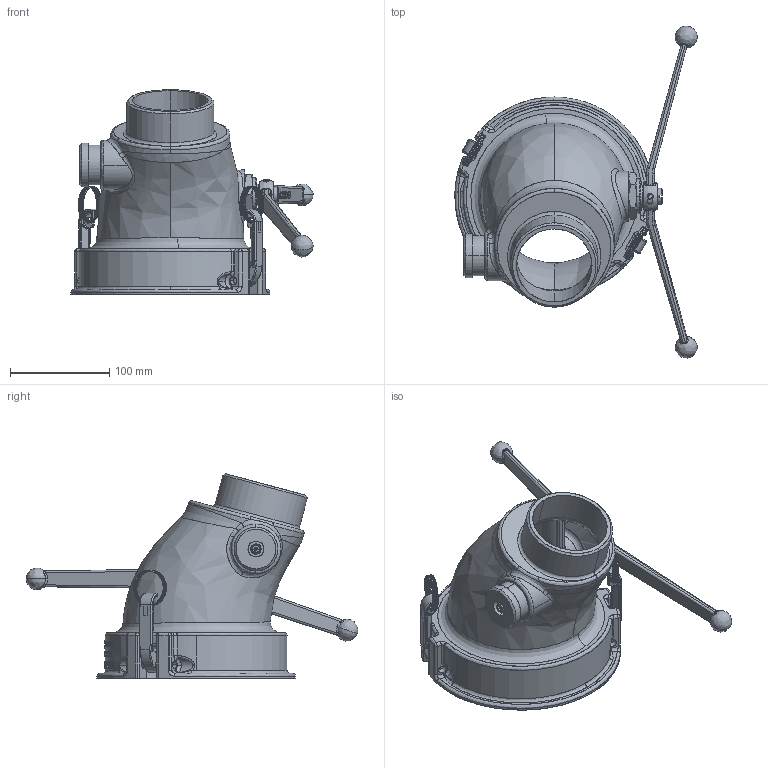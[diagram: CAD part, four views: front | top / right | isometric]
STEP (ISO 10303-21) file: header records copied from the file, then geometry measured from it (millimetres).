
FILE_DESCRIPTION (( 'STEP AP214' ), '1' );
FILE_NAME ('VKAL3S.STEP', '2012-08-01T09:33:32', ( 'Admin2' ), ( '' ), 'SwSTEP 2.0', 'SolidWorks 2010', '' );
FILE_SCHEMA (( 'AUTOMOTIVE_DESIGN' ));
Length unit declared in the file: millimetre
Products named in the file (1): VKAL3S
Bounding box: 243.73 x 333.84 x 205.71 mm (x, y, z)
Surface area: 292194.7 mm2 (no closed solid volume)
Topology: 0 solids, 909 shells, 1068 faces, 5242 edges, 5064 vertices
Faces by surface type: bspline 387, plane 345, cylinder 314, cone 21, torus 1
Entity records: 134224 total; most frequent: CARTESIAN_POINT 93014, ORIENTED_EDGE 5630, EDGE_CURVE 5213, VERTEX_POINT 5064, DIRECTION 5059, LINE 1991, VECTOR 1991, B_SPLINE_CURVE_WITH_KNOTS 1964
